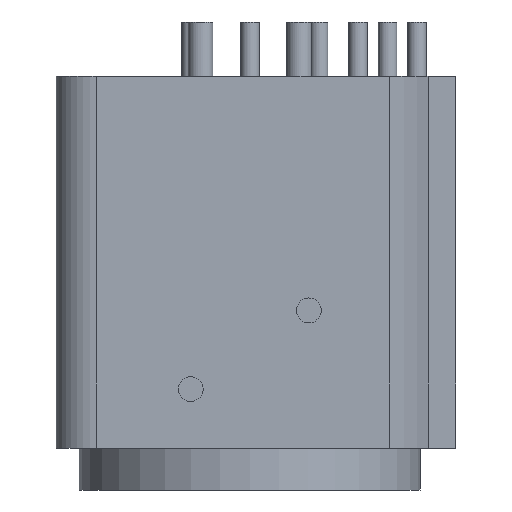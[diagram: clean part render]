
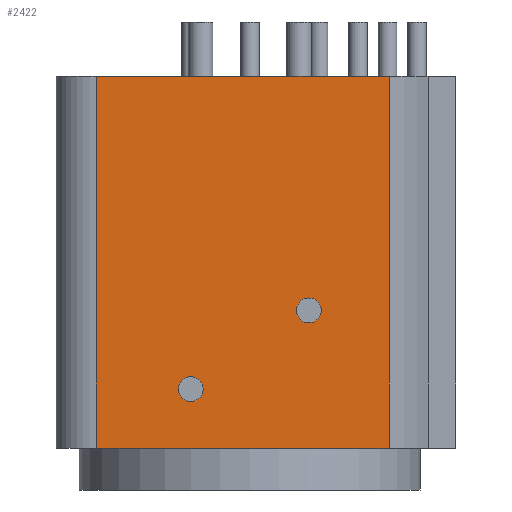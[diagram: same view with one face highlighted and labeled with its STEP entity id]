
A CAD part, front view. The second image highlights one B-rep face of the part: STEP entity #2422.
In plain terms, the highlighted planar face has unit normal (0, -1, 0).
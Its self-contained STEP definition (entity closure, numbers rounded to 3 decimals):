
#356=DIRECTION('',(1.,0.,0.));
#357=VECTOR('',#356,18.9);
#358=CARTESIAN_POINT('',(-9.9,-12.5,0.));
#359=LINE('',#358,#357);
#618=DIRECTION('',(1.,0.,0.));
#619=VECTOR('',#618,18.9);
#620=CARTESIAN_POINT('',(-9.9,-12.5,24.));
#621=LINE('',#620,#619);
#1048=DIRECTION('',(0.,0.,1.));
#1049=VECTOR('',#1048,24.);
#1050=CARTESIAN_POINT('',(-9.9,-12.5,0.));
#1051=LINE('',#1050,#1049);
#1055=CARTESIAN_POINT('',(-3.81,-12.5,3.81));
#1056=DIRECTION('',(0.,1.,0.));
#1057=DIRECTION('',(1.,0.,0.));
#1058=AXIS2_PLACEMENT_3D('',#1055,#1056,#1057);
#1063=CARTESIAN_POINT('',(-3.81,-12.5,3.81));
#1064=DIRECTION('',(0.,1.,0.));
#1065=DIRECTION('',(-1.,0.,0.));
#1066=AXIS2_PLACEMENT_3D('',#1063,#1064,#1065);
#1071=CARTESIAN_POINT('',(3.81,-12.5,8.89));
#1072=DIRECTION('',(0.,1.,0.));
#1073=DIRECTION('',(1.,0.,0.));
#1074=AXIS2_PLACEMENT_3D('',#1071,#1072,#1073);
#1079=CARTESIAN_POINT('',(3.81,-12.5,8.89));
#1080=DIRECTION('',(0.,1.,0.));
#1081=DIRECTION('',(-1.,0.,0.));
#1082=AXIS2_PLACEMENT_3D('',#1079,#1080,#1081);
#1087=DIRECTION('',(0.,0.,1.));
#1088=VECTOR('',#1087,24.);
#1089=CARTESIAN_POINT('',(9.,-12.5,0.));
#1090=LINE('',#1089,#1088);
#1472=CARTESIAN_POINT('',(-9.9,-12.5,0.));
#1474=VERTEX_POINT('',#1472);
#1475=CARTESIAN_POINT('',(9.,-12.5,0.));
#1476=VERTEX_POINT('',#1475);
#1490=CARTESIAN_POINT('',(-9.9,-12.5,24.));
#1492=VERTEX_POINT('',#1490);
#1493=CARTESIAN_POINT('',(9.,-12.5,24.));
#1494=VERTEX_POINT('',#1493);
#1535=CARTESIAN_POINT('',(-3.01,-12.5,3.81));
#1536=VERTEX_POINT('',#1535);
#1537=CARTESIAN_POINT('',(-4.61,-12.5,3.81));
#1538=VERTEX_POINT('',#1537);
#1539=CARTESIAN_POINT('',(4.61,-12.5,8.89));
#1540=VERTEX_POINT('',#1539);
#1541=CARTESIAN_POINT('',(3.01,-12.5,8.89));
#1542=VERTEX_POINT('',#1541);
#2398=CARTESIAN_POINT('',(-9.9,-12.5,0.));
#2399=DIRECTION('',(0.,-1.,0.));
#2400=DIRECTION('',(1.,0.,0.));
#2401=AXIS2_PLACEMENT_3D('',#2398,#2399,#2400);
#2402=PLANE('',#2401);
#2403=ORIENTED_EDGE('',*,*,#1716,.F.);
#2404=ORIENTED_EDGE('',*,*,#2393,.T.);
#2405=ORIENTED_EDGE('',*,*,#1790,.T.);
#2407=ORIENTED_EDGE('',*,*,#2406,.F.);
#2408=EDGE_LOOP('',(#2403,#2404,#2405,#2407));
#2409=FACE_OUTER_BOUND('',#2408,.F.);
#2411=ORIENTED_EDGE('',*,*,#2410,.F.);
#2413=ORIENTED_EDGE('',*,*,#2412,.F.);
#2414=EDGE_LOOP('',(#2411,#2413));
#2415=FACE_BOUND('',#2414,.F.);
#2417=ORIENTED_EDGE('',*,*,#2416,.F.);
#2419=ORIENTED_EDGE('',*,*,#2418,.F.);
#2420=EDGE_LOOP('',(#2417,#2419));
#2421=FACE_BOUND('',#2420,.F.);
#1059=CIRCLE('',#1058,0.8);
#1067=CIRCLE('',#1066,0.8);
#1075=CIRCLE('',#1074,0.8);
#1083=CIRCLE('',#1082,0.8);
#1716=EDGE_CURVE('',#1474,#1476,#359,.T.);
#1790=EDGE_CURVE('',#1492,#1494,#621,.T.);
#2393=EDGE_CURVE('',#1474,#1492,#1051,.T.);
#2406=EDGE_CURVE('',#1476,#1494,#1090,.T.);
#2410=EDGE_CURVE('',#1536,#1538,#1059,.T.);
#2412=EDGE_CURVE('',#1538,#1536,#1067,.T.);
#2416=EDGE_CURVE('',#1540,#1542,#1075,.T.);
#2418=EDGE_CURVE('',#1542,#1540,#1083,.T.);
#2422=ADVANCED_FACE('',(#2409,#2415,#2421),#2402,.T.);
